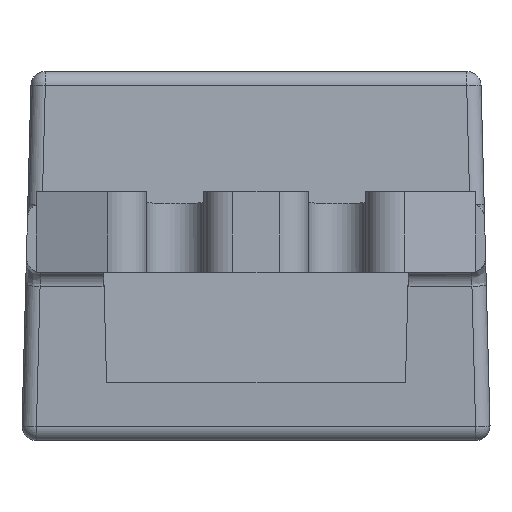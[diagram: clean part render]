
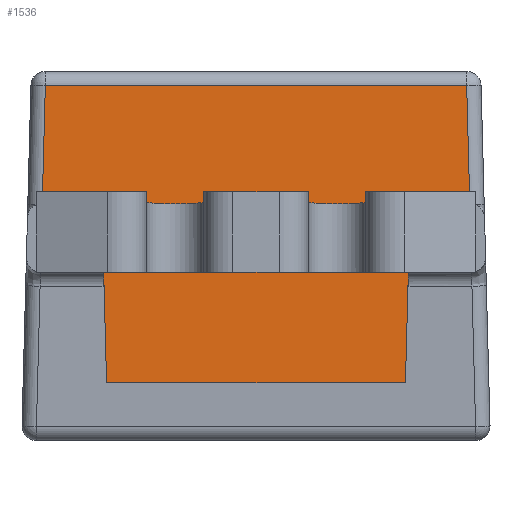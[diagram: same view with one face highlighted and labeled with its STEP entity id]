
A CAD part, front view. The second image highlights one B-rep face of the part: STEP entity #1536.
In plain terms, the highlighted planar face has unit normal (0, -1, 0.026).
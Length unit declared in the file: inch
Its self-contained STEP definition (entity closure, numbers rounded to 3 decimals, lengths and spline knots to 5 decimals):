
#50=PLANE('',#1686);
#93=LINE('',#2361,#236);
#102=LINE('',#2384,#245);
#106=LINE('',#2396,#249);
#110=LINE('',#2411,#253);
#113=LINE('',#2441,#256);
#114=LINE('',#2442,#257);
#115=LINE('',#2444,#258);
#116=LINE('',#2445,#259);
#236=VECTOR('',#1873,0.12188);
#245=VECTOR('',#1888,0.12188);
#249=VECTOR('',#1900,0.28782);
#253=VECTOR('',#1918,0.20415);
#256=VECTOR('',#1957,0.08151);
#257=VECTOR('',#1958,0.04078);
#258=VECTOR('',#1959,0.04078);
#259=VECTOR('',#1960,0.08151);
#426=FACE_OUTER_BOUND('',#519,.T.);
#519=EDGE_LOOP('',(#1127,#1128,#1129,#1130,#1131,#1132,#1133,#1134));
#662=VERTEX_POINT('',#2297);
#685=VERTEX_POINT('',#2358);
#686=VERTEX_POINT('',#2360);
#696=VERTEX_POINT('',#2381);
#697=VERTEX_POINT('',#2383);
#701=VERTEX_POINT('',#2395);
#714=VERTEX_POINT('',#2440);
#715=VERTEX_POINT('',#2443);
#833=EDGE_CURVE('',#685,#686,#93,.T.);
#844=EDGE_CURVE('',#696,#697,#102,.T.);
#850=EDGE_CURVE('',#662,#701,#106,.T.);
#858=EDGE_CURVE('',#686,#696,#110,.T.);
#873=EDGE_CURVE('',#714,#662,#113,.T.);
#874=EDGE_CURVE('',#697,#714,#114,.T.);
#875=EDGE_CURVE('',#715,#685,#115,.T.);
#876=EDGE_CURVE('',#701,#715,#116,.T.);
#1127=ORIENTED_EDGE('',*,*,#873,.F.);
#1128=ORIENTED_EDGE('',*,*,#874,.F.);
#1129=ORIENTED_EDGE('',*,*,#844,.F.);
#1130=ORIENTED_EDGE('',*,*,#858,.F.);
#1131=ORIENTED_EDGE('',*,*,#833,.F.);
#1132=ORIENTED_EDGE('',*,*,#875,.F.);
#1133=ORIENTED_EDGE('',*,*,#876,.F.);
#1134=ORIENTED_EDGE('',*,*,#850,.F.);
#1536=ADVANCED_FACE('',(#426),#50,.F.);
#1686=AXIS2_PLACEMENT_3D('',#2439,#1955,#1956);
#1873=DIRECTION('',(-0.026,-0.026,-0.999));
#1888=DIRECTION('',(-0.026,0.026,0.999));
#1900=DIRECTION('',(1.,0.,0.));
#1918=DIRECTION('',(-1.,0.,0.));
#1955=DIRECTION('center_axis',(0.,1.,-0.026));
#1956=DIRECTION('ref_axis',(0.,0.026,1.));
#1957=DIRECTION('',(0.026,0.026,0.999));
#1958=DIRECTION('',(-1.,0.,0.));
#1959=DIRECTION('',(-1.,0.,0.));
#1960=DIRECTION('',(0.026,-0.026,-0.999));
#2297=CARTESIAN_POINT('',(-0.14391,0.04572,0.24262));
#2358=CARTESIAN_POINT('',(0.10527,0.04359,0.16117));
#2360=CARTESIAN_POINT('',(0.10208,0.0404,0.03937));
#2361=CARTESIAN_POINT('',(0.10527,0.04359,0.16117));
#2381=CARTESIAN_POINT('',(-0.10208,0.0404,0.03937));
#2383=CARTESIAN_POINT('',(-0.10527,0.04359,0.16117));
#2384=CARTESIAN_POINT('',(-0.10208,0.0404,0.03937));
#2395=CARTESIAN_POINT('',(0.14391,0.04572,0.24262));
#2396=CARTESIAN_POINT('',(-0.14391,0.04572,0.24262));
#2411=CARTESIAN_POINT('',(0.10208,0.0404,0.03937));
#2439=CARTESIAN_POINT('Origin',(-0.16907,0.03937,0.));
#2440=CARTESIAN_POINT('',(-0.14604,0.04359,0.16117));
#2441=CARTESIAN_POINT('',(-0.14604,0.04359,0.16117));
#2442=CARTESIAN_POINT('',(-0.10527,0.04359,0.16117));
#2443=CARTESIAN_POINT('',(0.14604,0.04359,0.16117));
#2444=CARTESIAN_POINT('',(0.14604,0.04359,0.16117));
#2445=CARTESIAN_POINT('',(0.14391,0.04572,0.24262));
